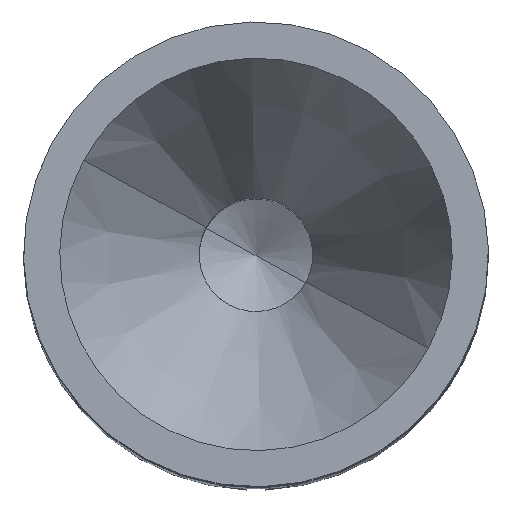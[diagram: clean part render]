
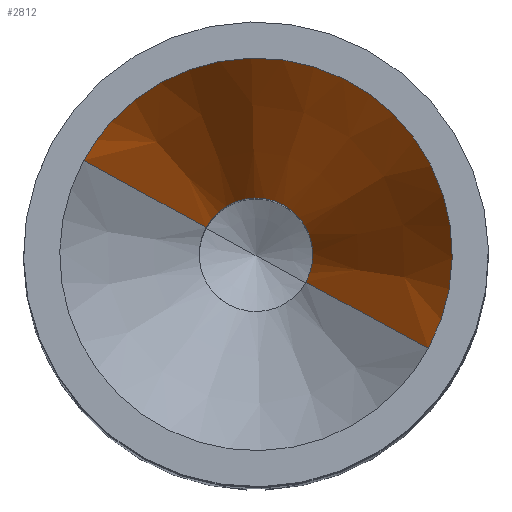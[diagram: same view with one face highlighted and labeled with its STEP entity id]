
A CAD part, top view. The second image highlights one B-rep face of the part: STEP entity #2812.
In plain terms, the highlighted conical face has half-angle 30 degrees and reference radius 0.55 mm.
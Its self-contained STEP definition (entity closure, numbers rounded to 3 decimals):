
#1957=AXIS2_PLACEMENT_3D('Circle Axis2P3D',#1955,#1956,$) ;
#2804=AXIS2_PLACEMENT_3D('Cone Axis2P3D',#2801,#2802,#2803) ;
#1900=CARTESIAN_POINT('Vertex',(1.767,2.514,19.962)) ;
#1907=CARTESIAN_POINT('Vertex',(2.733,1.986,19.962)) ;
#1955=CARTESIAN_POINT('Axis2P3D Location',(2.25,2.25,19.962)) ;
#2001=CARTESIAN_POINT('Vertex',(3.917,1.339,22.3)) ;
#2003=CARTESIAN_POINT('Vertex',(0.583,3.161,22.3)) ;
#2007=CARTESIAN_POINT('Control Point',(3.917,1.339,22.3)) ;
#2008=CARTESIAN_POINT('Control Point',(4.015,1.517,22.3)) ;
#2009=CARTESIAN_POINT('Control Point',(4.088,1.708,22.3)) ;
#2010=CARTESIAN_POINT('Control Point',(4.135,1.907,22.3)) ;
#2011=CARTESIAN_POINT('Control Point',(4.176,2.314,22.3)) ;
#2012=CARTESIAN_POINT('Control Point',(4.109,2.717,22.3)) ;
#2013=CARTESIAN_POINT('Control Point',(4.048,2.913,22.3)) ;
#2014=CARTESIAN_POINT('Control Point',(3.876,3.284,22.3)) ;
#2015=CARTESIAN_POINT('Control Point',(3.613,3.597,22.3)) ;
#2016=CARTESIAN_POINT('Control Point',(3.462,3.735,22.3)) ;
#2017=CARTESIAN_POINT('Control Point',(3.125,3.967,22.3)) ;
#2018=CARTESIAN_POINT('Control Point',(2.74,4.103,22.3)) ;
#2019=CARTESIAN_POINT('Control Point',(2.539,4.144,22.3)) ;
#2020=CARTESIAN_POINT('Control Point',(2.131,4.173,22.3)) ;
#2021=CARTESIAN_POINT('Control Point',(1.73,4.094,22.3)) ;
#2022=CARTESIAN_POINT('Control Point',(1.536,4.028,22.3)) ;
#2023=CARTESIAN_POINT('Control Point',(1.19,3.856,22.3)) ;
#2024=CARTESIAN_POINT('Control Point',(0.898,3.603,22.3)) ;
#2025=CARTESIAN_POINT('Control Point',(0.775,3.468,22.3)) ;
#2026=CARTESIAN_POINT('Control Point',(0.669,3.32,22.3)) ;
#2027=CARTESIAN_POINT('Control Point',(0.583,3.161,22.3)) ;
#2750=CARTESIAN_POINT('Line Origine',(219398.132,-119854.266,433032.187)) ;
#2755=CARTESIAN_POINT('Line Origine',(-219393.632,119858.766,433032.187)) ;
#2801=CARTESIAN_POINT('Axis2P3D Location',(2.25,2.25,19.962)) ;
#1956=DIRECTION('Axis2P3D Direction',(0.,0.,-1.)) ;
#2751=DIRECTION('Vector Direction',(0.439,-0.24,0.866)) ;
#2756=DIRECTION('Vector Direction',(-0.439,0.24,0.866)) ;
#2802=DIRECTION('Axis2P3D Direction',(-0.,-0.,1.)) ;
#2803=DIRECTION('Axis2P3D XDirection',(0.878,-0.479,0.)) ;
#2752=VECTOR('Line Direction',#2751,1.) ;
#2757=VECTOR('Line Direction',#2756,1.) ;
#2807=ORIENTED_EDGE('',*,*,#2028,.F.) ;
#2808=ORIENTED_EDGE('',*,*,#2759,.T.) ;
#2809=ORIENTED_EDGE('',*,*,#1959,.T.) ;
#2810=ORIENTED_EDGE('',*,*,#2754,.F.) ;
#2812=ADVANCED_FACE('Hauptkoerper',(#2811),#2805,.F.) ;
#2006=B_SPLINE_CURVE_WITH_KNOTS('',5,(#2007,#2008,#2009,#2010,#2011,#2012,#2013,#2014,#2015,#2016,#2017,#2018,#2019,#2020,#2021,#2022,#2023,#2024,#2025,#2026,#2027),.UNSPECIFIED.,.F.,.U.,(6,3,3,3,3,3,6),(0.,1.437,2.873,4.31,5.746,7.183,8.466),.UNSPECIFIED.) ;
#1958=CIRCLE('generated circle',#1957,0.55) ;
#2805=CONICAL_SURFACE('Cone',#2804,0.55,0.524) ;
#1959=EDGE_CURVE('',#1901,#1908,#1958,.T.) ;
#2028=EDGE_CURVE('',#2004,#2002,#2006,.F.) ;
#2754=EDGE_CURVE('',#2002,#1908,#2753,.F.) ;
#2759=EDGE_CURVE('',#2004,#1901,#2758,.F.) ;
#2806=EDGE_LOOP('',(#2807,#2808,#2809,#2810)) ;
#2811=FACE_OUTER_BOUND('',#2806,.T.) ;
#2753=LINE('Line',#2750,#2752) ;
#2758=LINE('Line',#2755,#2757) ;
#1901=VERTEX_POINT('',#1900) ;
#1908=VERTEX_POINT('',#1907) ;
#2002=VERTEX_POINT('',#2001) ;
#2004=VERTEX_POINT('',#2003) ;
